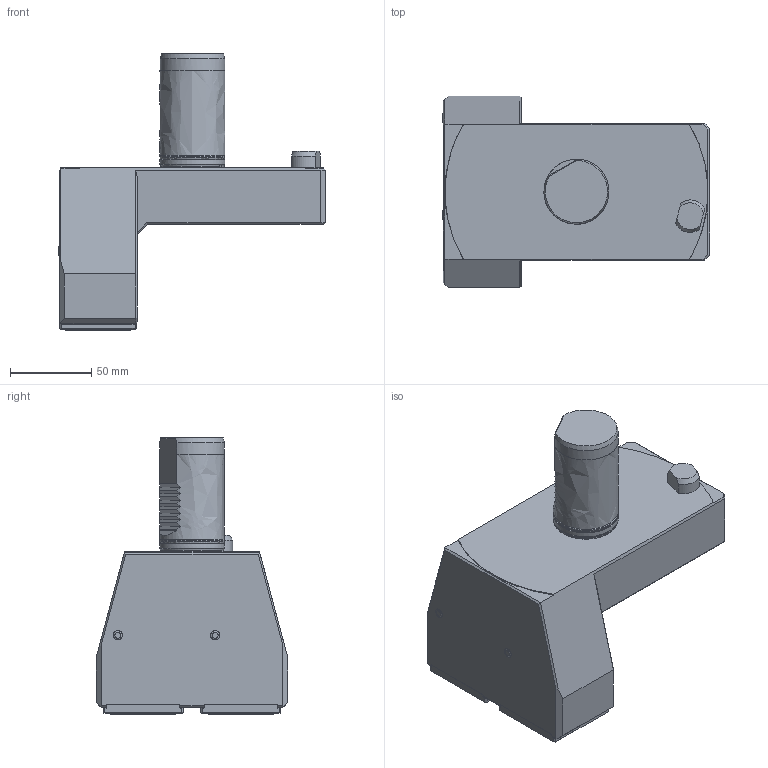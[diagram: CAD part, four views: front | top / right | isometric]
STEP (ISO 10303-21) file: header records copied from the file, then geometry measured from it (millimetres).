
FILE_DESCRIPTION(/* description */ (''),/* implementation_level */ '2;1');
FILE_NAME(/* name */ '1618580365992.stp',/* time_stamp */ '2021-04-16T15:39:33+02:00',/* author */ (''),/* organization */ ('SMS'),/* preprocessor_version */ 'ST-DEVELOPER v16.7',/* originating_system */ 'SIEMENS PLM Software NX 12.0',/* authorisation */ '');
FILE_SCHEMA (('AUTOMOTIVE_DESIGN { 1 0 10303 214 3 1 1 1 }'));
Length unit declared in the file: millimetre
Products named in the file (1): 203491119mod000_00
Bounding box: 164.53 x 118 x 169.99 mm (x, y, z)
Volume: 906093.3 mm3; surface area: 83647.1 mm2
Topology: 1 solids, 1 shells, 219 faces, 576 edges, 378 vertices
Faces by surface type: plane 156, bspline 31, cone 13, sphere 10, torus 7, cylinder 2
Full cylindrical faces by diameter (mm): 2.5 x2
Entity records: 9316 total; most frequent: CARTESIAN_POINT 4657, ORIENTED_EDGE 982, DIRECTION 754, EDGE_CURVE 491, VERTEX_POINT 340, LINE 326, VECTOR 326, EDGE_LOOP 289
